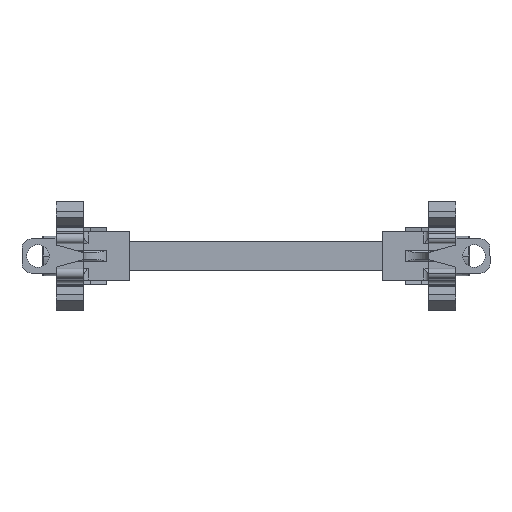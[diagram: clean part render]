
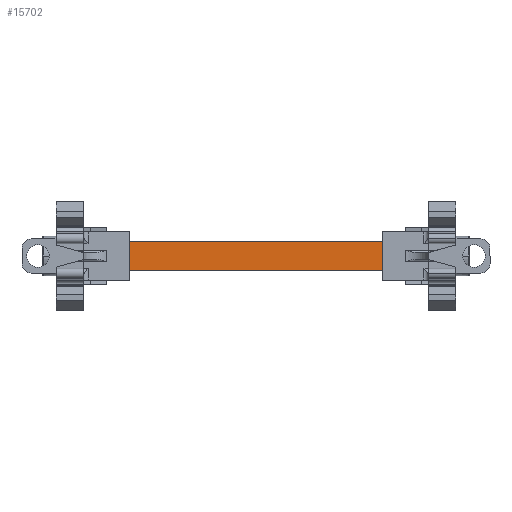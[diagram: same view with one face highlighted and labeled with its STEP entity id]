
A CAD part, front view. The second image highlights one B-rep face of the part: STEP entity #15702.
In plain terms, the highlighted planar face has unit normal (0, -1, 0).
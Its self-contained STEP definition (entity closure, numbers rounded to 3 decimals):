
#2483 = ORIENTED_EDGE ( 'NONE', *, *, #12556, .F. ) ;
#6669 = VERTEX_POINT ( 'NONE', #22503 ) ;
#6680 = VERTEX_POINT ( 'NONE', #22518 ) ;
#6715 = VERTEX_POINT ( 'NONE', #22523 ) ;
#6737 = VERTEX_POINT ( 'NONE', #22539 ) ;
#10990 = LINE ( 'NONE', #11017, #16251 ) ;
#11017 = CARTESIAN_POINT ( 'NONE',  ( -125.322, -99.509, 212.721 ) ) ;
#11039 = DIRECTION ( 'NONE',  ( 0., 0., 1. ) ) ;
#11047 = LINE ( 'NONE', #11081, #16256 ) ;
#11049 = CARTESIAN_POINT ( 'NONE',  ( -88.722, -99.509, 212.721 ) ) ;
#11055 = DIRECTION ( 'NONE',  ( 0., 0., -1. ) ) ;
#11057 = DIRECTION ( 'NONE',  ( -1., 0., 0. ) ) ;
#11062 = DIRECTION ( 'NONE',  ( 1., 0., 0. ) ) ;
#11069 = LINE ( 'NONE', #11104, #16268 ) ;
#11075 = LINE ( 'NONE', #11049, #16281 ) ;
#11081 = CARTESIAN_POINT ( 'NONE',  ( -69.822, -99.509, 212.721 ) ) ;
#11104 = CARTESIAN_POINT ( 'NONE',  ( -88.722, -99.509, 219.221 ) ) ;
#12556 = EDGE_CURVE ( 'NONE', #6669, #6680, #10990, .T. ) ;
#12565 = EDGE_CURVE ( 'NONE', #6715, #6737, #11047, .T. ) ;
#12569 = EDGE_CURVE ( 'NONE', #6737, #6669, #11075, .T. ) ;
#12572 = EDGE_CURVE ( 'NONE', #6680, #6715, #11069, .T. ) ;
#15702 = ADVANCED_FACE ( 'NONE', ( #18093 ), #18091, .F. ) ;
#16251 = VECTOR ( 'NONE', #11039, 1000. ) ;
#16256 = VECTOR ( 'NONE', #11055, 1000. ) ;
#16268 = VECTOR ( 'NONE', #11062, 1000. ) ;
#16281 = VECTOR ( 'NONE', #11057, 1000. ) ;
#18091 = PLANE ( 'NONE',  #25974 ) ;
#18093 = FACE_OUTER_BOUND ( 'NONE', #21486, .T. ) ;
#18104 = CARTESIAN_POINT ( 'NONE',  ( -88.722, -99.509, 212.721 ) ) ;
#18118 = DIRECTION ( 'NONE',  ( 0., 0., 1. ) ) ;
#18123 = DIRECTION ( 'NONE',  ( 0., 1., 0. ) ) ;
#21486 = EDGE_LOOP ( 'NONE', ( #25206, #25198, #2483, #25207 ) ) ;
#22503 = CARTESIAN_POINT ( 'NONE',  ( -125.322, -99.509, 212.721 ) ) ;
#22518 = CARTESIAN_POINT ( 'NONE',  ( -125.322, -99.509, 219.221 ) ) ;
#22523 = CARTESIAN_POINT ( 'NONE',  ( -69.822, -99.509, 219.221 ) ) ;
#22539 = CARTESIAN_POINT ( 'NONE',  ( -69.822, -99.509, 212.721 ) ) ;
#25198 = ORIENTED_EDGE ( 'NONE', *, *, #12572, .F. ) ;
#25206 = ORIENTED_EDGE ( 'NONE', *, *, #12565, .F. ) ;
#25207 = ORIENTED_EDGE ( 'NONE', *, *, #12569, .F. ) ;
#25974 = AXIS2_PLACEMENT_3D ( 'NONE', #18104, #18123, #18118 ) ;
